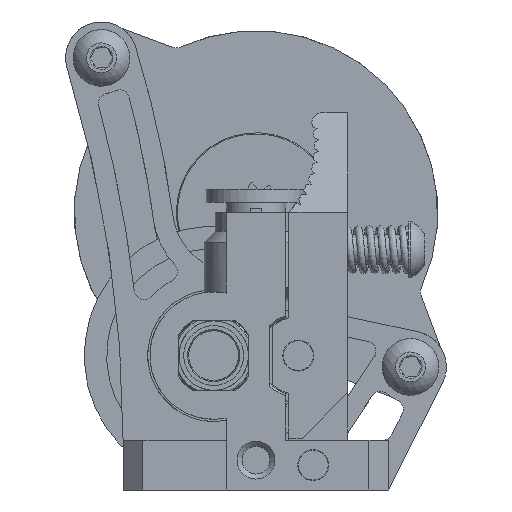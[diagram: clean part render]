
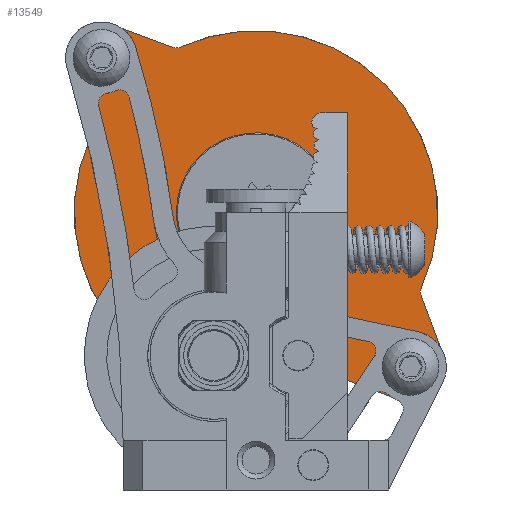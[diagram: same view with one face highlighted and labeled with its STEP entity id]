
A CAD part, front view. The second image highlights one B-rep face of the part: STEP entity #13549.
In plain terms, the highlighted face is planar.
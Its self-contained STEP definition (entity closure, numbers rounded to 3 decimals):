
#893=PLANE('',#16152);
#1876=LINE('',#26636,#2989);
#1877=LINE('',#26641,#2990);
#1878=LINE('',#26650,#2991);
#1879=LINE('',#26654,#2992);
#1880=LINE('',#26662,#2993);
#2989=VECTOR('',#19665,1000.);
#2990=VECTOR('',#19670,1000.);
#2991=VECTOR('',#19677,1000.);
#2992=VECTOR('',#19680,1000.);
#2993=VECTOR('',#19687,1000.);
#6200=ORIENTED_EDGE('',*,*,#8529,.T.);
#6201=ORIENTED_EDGE('',*,*,#8533,.T.);
#6202=ORIENTED_EDGE('',*,*,#8523,.T.);
#6203=ORIENTED_EDGE('',*,*,#8534,.F.);
#6204=ORIENTED_EDGE('',*,*,#8535,.F.);
#6205=ORIENTED_EDGE('',*,*,#8536,.F.);
#6206=ORIENTED_EDGE('',*,*,#8537,.T.);
#6207=ORIENTED_EDGE('',*,*,#8538,.F.);
#6208=ORIENTED_EDGE('',*,*,#8539,.T.);
#6209=ORIENTED_EDGE('',*,*,#8540,.F.);
#6210=ORIENTED_EDGE('',*,*,#8541,.F.);
#6211=ORIENTED_EDGE('',*,*,#8542,.F.);
#6212=ORIENTED_EDGE('',*,*,#8543,.T.);
#6213=ORIENTED_EDGE('',*,*,#8544,.F.);
#6214=ORIENTED_EDGE('',*,*,#8545,.T.);
#6215=ORIENTED_EDGE('',*,*,#8546,.F.);
#6216=ORIENTED_EDGE('',*,*,#8547,.F.);
#8523=EDGE_CURVE('',#9913,#9914,#10626,.T.);
#8529=EDGE_CURVE('',#9914,#9918,#10629,.T.);
#8533=EDGE_CURVE('',#9918,#9913,#1876,.T.);
#8534=EDGE_CURVE('',#9921,#9921,#10631,.T.);
#8535=EDGE_CURVE('',#9922,#9922,#10632,.T.);
#8536=EDGE_CURVE('',#9923,#9924,#1877,.T.);
#8537=EDGE_CURVE('',#9923,#9925,#10633,.T.);
#8538=EDGE_CURVE('',#9926,#9925,#10634,.T.);
#8539=EDGE_CURVE('',#9926,#9927,#10635,.T.);
#8540=EDGE_CURVE('',#9928,#9927,#1878,.T.);
#8541=EDGE_CURVE('',#9929,#9928,#10636,.T.);
#8542=EDGE_CURVE('',#9930,#9929,#1879,.T.);
#8543=EDGE_CURVE('',#9930,#9931,#10637,.T.);
#8544=EDGE_CURVE('',#9932,#9931,#10638,.T.);
#8545=EDGE_CURVE('',#9932,#9933,#10639,.T.);
#8546=EDGE_CURVE('',#9934,#9933,#1880,.T.);
#8547=EDGE_CURVE('',#9924,#9934,#10640,.T.);
#9913=VERTEX_POINT('',#26613);
#9914=VERTEX_POINT('',#26614);
#9918=VERTEX_POINT('',#26624);
#9921=VERTEX_POINT('',#26638);
#9922=VERTEX_POINT('',#26640);
#9923=VERTEX_POINT('',#26642);
#9924=VERTEX_POINT('',#26643);
#9925=VERTEX_POINT('',#26645);
#9926=VERTEX_POINT('',#26647);
#9927=VERTEX_POINT('',#26649);
#9928=VERTEX_POINT('',#26651);
#9929=VERTEX_POINT('',#26653);
#9930=VERTEX_POINT('',#26655);
#9931=VERTEX_POINT('',#26657);
#9932=VERTEX_POINT('',#26659);
#9933=VERTEX_POINT('',#26661);
#9934=VERTEX_POINT('',#26663);
#10626=CIRCLE('',#16145,8.);
#10629=CIRCLE('',#16149,8.);
#10631=CIRCLE('',#16153,1.5);
#10632=CIRCLE('',#16154,1.5);
#10633=CIRCLE('',#16155,1.);
#10634=CIRCLE('',#16156,18.25);
#10635=CIRCLE('',#16157,1.);
#10636=CIRCLE('',#16158,3.5);
#10637=CIRCLE('',#16159,1.);
#10638=CIRCLE('',#16160,18.25);
#10639=CIRCLE('',#16161,1.);
#10640=CIRCLE('',#16162,3.5);
#11547=EDGE_LOOP('',(#6200,#6201,#6202));
#11548=EDGE_LOOP('',(#6203));
#11549=EDGE_LOOP('',(#6204));
#11550=EDGE_LOOP('',(#6205,#6206,#6207,#6208,#6209,#6210,#6211,#6212,#6213,
#6214,#6215,#6216));
#12500=FACE_BOUND('',#11547,.T.);
#12501=FACE_BOUND('',#11548,.T.);
#12502=FACE_BOUND('',#11549,.T.);
#12503=FACE_BOUND('',#11550,.T.);
#13549=ADVANCED_FACE('',(#12500,#12501,#12502,#12503),#893,.F.);
#16145=AXIS2_PLACEMENT_3D('',#26612,#19645,#19646);
#16149=AXIS2_PLACEMENT_3D('',#26625,#19656,#19657);
#16152=AXIS2_PLACEMENT_3D('',#26635,#19663,#19664);
#16153=AXIS2_PLACEMENT_3D('',#26637,#19666,#19667);
#16154=AXIS2_PLACEMENT_3D('',#26639,#19668,#19669);
#16155=AXIS2_PLACEMENT_3D('',#26644,#19671,#19672);
#16156=AXIS2_PLACEMENT_3D('',#26646,#19673,#19674);
#16157=AXIS2_PLACEMENT_3D('',#26648,#19675,#19676);
#16158=AXIS2_PLACEMENT_3D('',#26652,#19678,#19679);
#16159=AXIS2_PLACEMENT_3D('',#26656,#19681,#19682);
#16160=AXIS2_PLACEMENT_3D('',#26658,#19683,#19684);
#16161=AXIS2_PLACEMENT_3D('',#26660,#19685,#19686);
#16162=AXIS2_PLACEMENT_3D('',#26664,#19688,#19689);
#19645=DIRECTION('',(0.,0.,-1.));
#19646=DIRECTION('',(-1.,0.,0.));
#19656=DIRECTION('',(0.,0.,-1.));
#19657=DIRECTION('',(-1.,0.,0.));
#19663=DIRECTION('',(0.,0.,-1.));
#19664=DIRECTION('',(-1.,0.,0.));
#19665=DIRECTION('',(1.,0.,0.));
#19666=DIRECTION('',(0.,0.,1.));
#19667=DIRECTION('',(1.,0.,0.));
#19668=DIRECTION('',(0.,0.,1.));
#19669=DIRECTION('',(1.,0.,0.));
#19670=DIRECTION('',(-0.91,0.415,0.));
#19671=DIRECTION('',(0.,0.,-1.));
#19672=DIRECTION('',(-1.,0.,0.));
#19673=DIRECTION('',(0.,0.,-1.));
#19674=DIRECTION('',(-1.,0.,0.));
#19675=DIRECTION('',(0.,0.,-1.));
#19676=DIRECTION('',(-1.,0.,0.));
#19677=DIRECTION('',(-0.91,-0.415,0.));
#19678=DIRECTION('',(0.,0.,-1.));
#19679=DIRECTION('',(-1.,0.,0.));
#19680=DIRECTION('',(0.91,-0.415,0.));
#19681=DIRECTION('',(0.,0.,-1.));
#19682=DIRECTION('',(-1.,0.,0.));
#19683=DIRECTION('',(0.,0.,-1.));
#19684=DIRECTION('',(-1.,0.,0.));
#19685=DIRECTION('',(0.,0.,-1.));
#19686=DIRECTION('',(-1.,0.,0.));
#19687=DIRECTION('',(0.91,0.415,0.));
#19688=DIRECTION('',(0.,0.,-1.));
#19689=DIRECTION('',(-1.,0.,0.));
#26612=CARTESIAN_POINT('',(0.,25.5,-6.));
#26613=CARTESIAN_POINT('',(1.261,33.4,-6.));
#26614=CARTESIAN_POINT('',(8.,25.5,-6.));
#26624=CARTESIAN_POINT('',(-1.261,33.4,-6.));
#26625=CARTESIAN_POINT('',(0.,25.5,-6.));
#26635=CARTESIAN_POINT('',(0.,25.5,-6.));
#26636=CARTESIAN_POINT('',(-1.261,33.4,-6.));
#26637=CARTESIAN_POINT('',(-21.95,25.5,-6.));
#26638=CARTESIAN_POINT('',(-20.45,25.5,-6.));
#26639=CARTESIAN_POINT('',(21.95,25.5,-6.));
#26640=CARTESIAN_POINT('',(23.45,25.5,-6.));
#26641=CARTESIAN_POINT('',(-5.24,14.023,-6.));
#26642=CARTESIAN_POINT('',(-17.618,19.675,-6.));
#26643=CARTESIAN_POINT('',(-23.404,22.316,-6.));
#26644=CARTESIAN_POINT('',(-18.033,18.765,-6.));
#26645=CARTESIAN_POINT('',(-17.097,19.115,-6.));
#26646=CARTESIAN_POINT('',(0.,25.5,-6.));
#26647=CARTESIAN_POINT('',(17.097,19.115,-6.));
#26648=CARTESIAN_POINT('',(18.033,18.765,-6.));
#26649=CARTESIAN_POINT('',(17.618,19.675,-6.));
#26650=CARTESIAN_POINT('',(5.24,14.023,-6.));
#26651=CARTESIAN_POINT('',(23.404,22.316,-6.));
#26652=CARTESIAN_POINT('',(21.95,25.5,-6.));
#26653=CARTESIAN_POINT('',(23.404,28.684,-6.));
#26654=CARTESIAN_POINT('',(5.24,36.977,-6.));
#26655=CARTESIAN_POINT('',(17.618,31.325,-6.));
#26656=CARTESIAN_POINT('',(18.033,32.235,-6.));
#26657=CARTESIAN_POINT('',(17.097,31.885,-6.));
#26658=CARTESIAN_POINT('',(0.,25.5,-6.));
#26659=CARTESIAN_POINT('',(-17.097,31.885,-6.));
#26660=CARTESIAN_POINT('',(-18.033,32.235,-6.));
#26661=CARTESIAN_POINT('',(-17.618,31.325,-6.));
#26662=CARTESIAN_POINT('',(-5.24,36.977,-6.));
#26663=CARTESIAN_POINT('',(-23.404,28.684,-6.));
#26664=CARTESIAN_POINT('',(-21.95,25.5,-6.));
